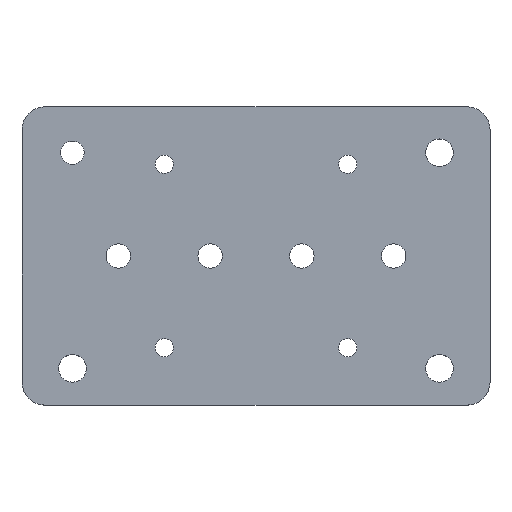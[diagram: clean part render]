
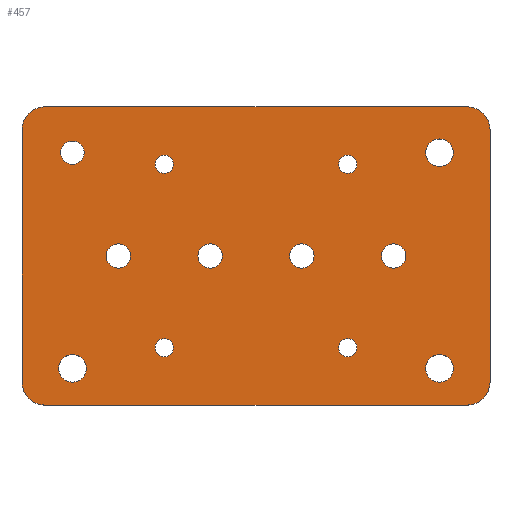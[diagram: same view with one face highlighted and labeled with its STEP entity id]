
A CAD part, top view. The second image highlights one B-rep face of the part: STEP entity #457.
In plain terms, the highlighted planar face has unit normal (0, 0, 1).
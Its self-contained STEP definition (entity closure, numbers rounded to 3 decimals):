
#15=FACE_BOUND('',#88,.T.);
#16=FACE_BOUND('',#89,.T.);
#17=FACE_BOUND('',#90,.T.);
#18=FACE_BOUND('',#91,.T.);
#19=FACE_BOUND('',#92,.T.);
#20=FACE_BOUND('',#93,.T.);
#21=FACE_BOUND('',#94,.T.);
#22=FACE_BOUND('',#95,.T.);
#23=FACE_BOUND('',#96,.T.);
#24=FACE_BOUND('',#97,.T.);
#25=FACE_BOUND('',#98,.T.);
#26=FACE_BOUND('',#99,.T.);
#43=PLANE('',#525);
#65=FACE_OUTER_BOUND('',#87,.T.);
#87=EDGE_LOOP('',(#381,#382,#383,#384,#385,#386,#387,#388));
#88=EDGE_LOOP('',(#389));
#89=EDGE_LOOP('',(#390));
#90=EDGE_LOOP('',(#391));
#91=EDGE_LOOP('',(#392));
#92=EDGE_LOOP('',(#393));
#93=EDGE_LOOP('',(#394));
#94=EDGE_LOOP('',(#395));
#95=EDGE_LOOP('',(#396));
#96=EDGE_LOOP('',(#397));
#97=EDGE_LOOP('',(#398));
#98=EDGE_LOOP('',(#399));
#99=EDGE_LOOP('',(#400));
#127=LINE('',#745,#155);
#131=LINE('',#757,#159);
#135=LINE('',#769,#163);
#139=LINE('',#781,#167);
#155=VECTOR('',#617,10.);
#159=VECTOR('',#629,10.);
#163=VECTOR('',#641,10.);
#167=VECTOR('',#653,10.);
#169=CIRCLE('',#474,3.);
#171=CIRCLE('',#477,3.);
#173=CIRCLE('',#480,2.65);
#175=CIRCLE('',#483,2.);
#177=CIRCLE('',#486,2.65);
#179=CIRCLE('',#489,2.);
#181=CIRCLE('',#492,3.);
#183=CIRCLE('',#495,2.);
#185=CIRCLE('',#498,2.65);
#187=CIRCLE('',#501,2.55);
#189=CIRCLE('',#504,2.);
#191=CIRCLE('',#507,2.65);
#194=CIRCLE('',#512,5.);
#196=CIRCLE('',#516,5.);
#198=CIRCLE('',#520,5.);
#200=CIRCLE('',#524,5.);
#201=VERTEX_POINT('',#667);
#203=VERTEX_POINT('',#673);
#205=VERTEX_POINT('',#679);
#207=VERTEX_POINT('',#685);
#209=VERTEX_POINT('',#691);
#211=VERTEX_POINT('',#697);
#213=VERTEX_POINT('',#703);
#215=VERTEX_POINT('',#709);
#217=VERTEX_POINT('',#715);
#219=VERTEX_POINT('',#721);
#221=VERTEX_POINT('',#727);
#223=VERTEX_POINT('',#733);
#227=VERTEX_POINT('',#742);
#228=VERTEX_POINT('',#744);
#230=VERTEX_POINT('',#750);
#232=VERTEX_POINT('',#756);
#234=VERTEX_POINT('',#762);
#236=VERTEX_POINT('',#768);
#238=VERTEX_POINT('',#774);
#240=VERTEX_POINT('',#780);
#241=EDGE_CURVE('',#201,#201,#169,.T.);
#244=EDGE_CURVE('',#203,#203,#171,.T.);
#247=EDGE_CURVE('',#205,#205,#173,.T.);
#250=EDGE_CURVE('',#207,#207,#175,.T.);
#253=EDGE_CURVE('',#209,#209,#177,.T.);
#256=EDGE_CURVE('',#211,#211,#179,.T.);
#259=EDGE_CURVE('',#213,#213,#181,.T.);
#262=EDGE_CURVE('',#215,#215,#183,.T.);
#265=EDGE_CURVE('',#217,#217,#185,.T.);
#268=EDGE_CURVE('',#219,#219,#187,.T.);
#271=EDGE_CURVE('',#221,#221,#189,.T.);
#274=EDGE_CURVE('',#223,#223,#191,.T.);
#279=EDGE_CURVE('',#228,#227,#127,.T.);
#282=EDGE_CURVE('',#230,#228,#194,.T.);
#285=EDGE_CURVE('',#232,#230,#131,.T.);
#288=EDGE_CURVE('',#234,#232,#196,.T.);
#291=EDGE_CURVE('',#236,#234,#135,.T.);
#294=EDGE_CURVE('',#238,#236,#198,.T.);
#297=EDGE_CURVE('',#240,#238,#139,.T.);
#300=EDGE_CURVE('',#227,#240,#200,.T.);
#381=ORIENTED_EDGE('',*,*,#300,.T.);
#382=ORIENTED_EDGE('',*,*,#297,.T.);
#383=ORIENTED_EDGE('',*,*,#294,.T.);
#384=ORIENTED_EDGE('',*,*,#291,.T.);
#385=ORIENTED_EDGE('',*,*,#288,.T.);
#386=ORIENTED_EDGE('',*,*,#285,.T.);
#387=ORIENTED_EDGE('',*,*,#282,.T.);
#388=ORIENTED_EDGE('',*,*,#279,.T.);
#389=ORIENTED_EDGE('',*,*,#274,.T.);
#390=ORIENTED_EDGE('',*,*,#271,.T.);
#391=ORIENTED_EDGE('',*,*,#268,.T.);
#392=ORIENTED_EDGE('',*,*,#265,.T.);
#393=ORIENTED_EDGE('',*,*,#262,.T.);
#394=ORIENTED_EDGE('',*,*,#259,.T.);
#395=ORIENTED_EDGE('',*,*,#256,.T.);
#396=ORIENTED_EDGE('',*,*,#253,.T.);
#397=ORIENTED_EDGE('',*,*,#250,.T.);
#398=ORIENTED_EDGE('',*,*,#247,.T.);
#399=ORIENTED_EDGE('',*,*,#244,.T.);
#400=ORIENTED_EDGE('',*,*,#241,.T.);
#457=ADVANCED_FACE('',(#65,#15,#16,#17,#18,#19,#20,#21,#22,#23,#24,#25,
#26),#43,.T.);
#474=AXIS2_PLACEMENT_3D('',#668,#531,#532);
#477=AXIS2_PLACEMENT_3D('',#674,#538,#539);
#480=AXIS2_PLACEMENT_3D('',#680,#545,#546);
#483=AXIS2_PLACEMENT_3D('',#686,#552,#553);
#486=AXIS2_PLACEMENT_3D('',#692,#559,#560);
#489=AXIS2_PLACEMENT_3D('',#698,#566,#567);
#492=AXIS2_PLACEMENT_3D('',#704,#573,#574);
#495=AXIS2_PLACEMENT_3D('',#710,#580,#581);
#498=AXIS2_PLACEMENT_3D('',#716,#587,#588);
#501=AXIS2_PLACEMENT_3D('',#722,#594,#595);
#504=AXIS2_PLACEMENT_3D('',#728,#601,#602);
#507=AXIS2_PLACEMENT_3D('',#734,#608,#609);
#512=AXIS2_PLACEMENT_3D('',#751,#623,#624);
#516=AXIS2_PLACEMENT_3D('',#763,#635,#636);
#520=AXIS2_PLACEMENT_3D('',#775,#647,#648);
#524=AXIS2_PLACEMENT_3D('',#785,#659,#660);
#525=AXIS2_PLACEMENT_3D('',#786,#661,#662);
#531=DIRECTION('center_axis',(0.,0.,-1.));
#532=DIRECTION('ref_axis',(1.,0.,0.));
#538=DIRECTION('center_axis',(0.,0.,-1.));
#539=DIRECTION('ref_axis',(1.,0.,0.));
#545=DIRECTION('center_axis',(0.,0.,-1.));
#546=DIRECTION('ref_axis',(1.,0.,0.));
#552=DIRECTION('center_axis',(0.,0.,-1.));
#553=DIRECTION('ref_axis',(1.,0.,0.));
#559=DIRECTION('center_axis',(0.,0.,-1.));
#560=DIRECTION('ref_axis',(1.,0.,0.));
#566=DIRECTION('center_axis',(0.,0.,-1.));
#567=DIRECTION('ref_axis',(1.,0.,0.));
#573=DIRECTION('center_axis',(0.,0.,-1.));
#574=DIRECTION('ref_axis',(1.,0.,0.));
#580=DIRECTION('center_axis',(0.,0.,-1.));
#581=DIRECTION('ref_axis',(1.,0.,0.));
#587=DIRECTION('center_axis',(0.,0.,-1.));
#588=DIRECTION('ref_axis',(1.,0.,0.));
#594=DIRECTION('center_axis',(0.,0.,-1.));
#595=DIRECTION('ref_axis',(1.,0.,0.));
#601=DIRECTION('center_axis',(0.,0.,-1.));
#602=DIRECTION('ref_axis',(1.,0.,0.));
#608=DIRECTION('center_axis',(0.,0.,-1.));
#609=DIRECTION('ref_axis',(1.,0.,0.));
#617=DIRECTION('',(1.,0.,0.));
#623=DIRECTION('center_axis',(0.,0.,1.));
#624=DIRECTION('ref_axis',(-1.,0.,0.));
#629=DIRECTION('',(0.,-1.,0.));
#635=DIRECTION('center_axis',(0.,0.,1.));
#636=DIRECTION('ref_axis',(0.,1.,0.));
#641=DIRECTION('',(-1.,0.,0.));
#647=DIRECTION('center_axis',(0.,0.,1.));
#648=DIRECTION('ref_axis',(1.,0.,0.));
#653=DIRECTION('',(0.,1.,0.));
#659=DIRECTION('center_axis',(0.,0.,1.));
#660=DIRECTION('ref_axis',(0.,-1.,0.));
#661=DIRECTION('center_axis',(0.,0.,1.));
#662=DIRECTION('ref_axis',(1.,0.,0.));
#667=CARTESIAN_POINT('',(56.464,4.165,6.35));
#668=CARTESIAN_POINT('Origin',(59.464,4.165,6.35));
#673=CARTESIAN_POINT('',(136.464,51.165,6.35));
#674=CARTESIAN_POINT('Origin',(139.464,51.165,6.35));
#679=CARTESIAN_POINT('',(86.814,28.665,6.35));
#680=CARTESIAN_POINT('Origin',(89.464,28.665,6.35));
#685=CARTESIAN_POINT('',(117.464,8.665,6.35));
#686=CARTESIAN_POINT('Origin',(119.464,8.665,6.35));
#691=CARTESIAN_POINT('',(66.814,28.665,6.35));
#692=CARTESIAN_POINT('Origin',(69.464,28.665,6.35));
#697=CARTESIAN_POINT('',(77.464,8.665,6.35));
#698=CARTESIAN_POINT('Origin',(79.464,8.665,6.35));
#703=CARTESIAN_POINT('',(136.464,4.165,6.35));
#704=CARTESIAN_POINT('Origin',(139.464,4.165,6.35));
#709=CARTESIAN_POINT('',(77.464,48.665,6.35));
#710=CARTESIAN_POINT('Origin',(79.464,48.665,6.35));
#715=CARTESIAN_POINT('',(106.814,28.665,6.35));
#716=CARTESIAN_POINT('Origin',(109.464,28.665,6.35));
#721=CARTESIAN_POINT('',(56.914,51.165,6.35));
#722=CARTESIAN_POINT('Origin',(59.464,51.165,6.35));
#727=CARTESIAN_POINT('',(117.464,48.665,6.35));
#728=CARTESIAN_POINT('Origin',(119.464,48.665,6.35));
#733=CARTESIAN_POINT('',(126.814,28.665,6.35));
#734=CARTESIAN_POINT('Origin',(129.464,28.665,6.35));
#742=CARTESIAN_POINT('',(145.464,-3.835,6.35));
#744=CARTESIAN_POINT('',(53.464,-3.835,6.35));
#745=CARTESIAN_POINT('',(53.464,-3.835,6.35));
#750=CARTESIAN_POINT('',(48.464,1.165,6.35));
#751=CARTESIAN_POINT('Origin',(53.464,1.165,6.35));
#756=CARTESIAN_POINT('',(48.464,56.165,6.35));
#757=CARTESIAN_POINT('',(48.464,56.165,6.35));
#762=CARTESIAN_POINT('',(53.464,61.165,6.35));
#763=CARTESIAN_POINT('Origin',(53.464,56.165,6.35));
#768=CARTESIAN_POINT('',(145.464,61.165,6.35));
#769=CARTESIAN_POINT('',(145.464,61.165,6.35));
#774=CARTESIAN_POINT('',(150.464,56.165,6.35));
#775=CARTESIAN_POINT('Origin',(145.464,56.165,6.35));
#780=CARTESIAN_POINT('',(150.464,1.165,6.35));
#781=CARTESIAN_POINT('',(150.464,1.165,6.35));
#785=CARTESIAN_POINT('Origin',(145.464,1.165,6.35));
#786=CARTESIAN_POINT('Origin',(99.464,28.665,6.35));
